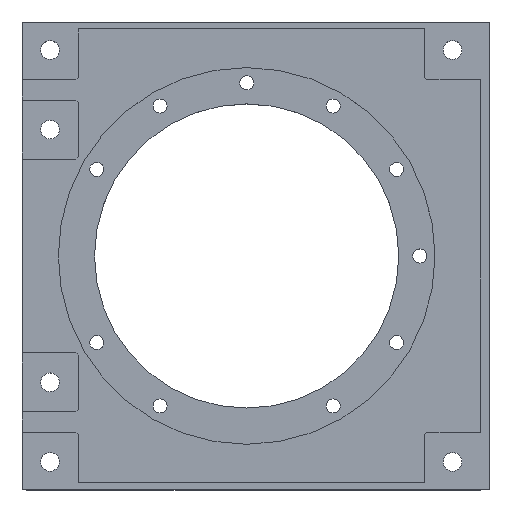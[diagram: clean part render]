
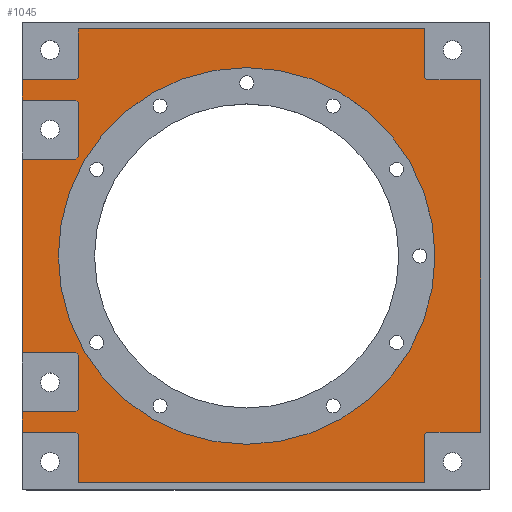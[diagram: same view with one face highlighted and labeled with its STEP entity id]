
A CAD part, top view. The second image highlights one B-rep face of the part: STEP entity #1045.
In plain terms, the highlighted planar face has unit normal (0, 0, 1).
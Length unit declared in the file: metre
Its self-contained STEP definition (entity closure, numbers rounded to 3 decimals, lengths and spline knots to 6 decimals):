
#30=CIRCLE('',#1114,0.04025);
#98=ORIENTED_EDGE('',*,*,#370,.F.);
#99=ORIENTED_EDGE('',*,*,#371,.F.);
#100=ORIENTED_EDGE('',*,*,#372,.T.);
#101=ORIENTED_EDGE('',*,*,#373,.T.);
#102=ORIENTED_EDGE('',*,*,#358,.F.);
#103=ORIENTED_EDGE('',*,*,#374,.F.);
#104=ORIENTED_EDGE('',*,*,#375,.T.);
#105=ORIENTED_EDGE('',*,*,#376,.T.);
#106=ORIENTED_EDGE('',*,*,#377,.T.);
#107=ORIENTED_EDGE('',*,*,#378,.T.);
#108=ORIENTED_EDGE('',*,*,#368,.F.);
#109=ORIENTED_EDGE('',*,*,#379,.F.);
#110=ORIENTED_EDGE('',*,*,#380,.T.);
#111=ORIENTED_EDGE('',*,*,#381,.T.);
#112=ORIENTED_EDGE('',*,*,#382,.F.);
#113=ORIENTED_EDGE('',*,*,#383,.T.);
#114=ORIENTED_EDGE('',*,*,#384,.T.);
#115=ORIENTED_EDGE('',*,*,#385,.T.);
#116=ORIENTED_EDGE('',*,*,#386,.F.);
#117=ORIENTED_EDGE('',*,*,#387,.F.);
#118=ORIENTED_EDGE('',*,*,#388,.T.);
#119=ORIENTED_EDGE('',*,*,#389,.T.);
#120=ORIENTED_EDGE('',*,*,#390,.F.);
#121=ORIENTED_EDGE('',*,*,#391,.T.);
#122=ORIENTED_EDGE('',*,*,#392,.T.);
#123=ORIENTED_EDGE('',*,*,#393,.T.);
#124=ORIENTED_EDGE('',*,*,#362,.F.);
#125=ORIENTED_EDGE('',*,*,#394,.F.);
#126=ORIENTED_EDGE('',*,*,#395,.T.);
#358=EDGE_CURVE('',#494,#495,#600,.T.);
#362=EDGE_CURVE('',#498,#499,#604,.T.);
#368=EDGE_CURVE('',#502,#503,#610,.T.);
#370=EDGE_CURVE('',#504,#504,#30,.T.);
#371=EDGE_CURVE('',#505,#506,#612,.T.);
#372=EDGE_CURVE('',#505,#507,#613,.T.);
#373=EDGE_CURVE('',#507,#495,#614,.T.);
#374=EDGE_CURVE('',#508,#494,#615,.T.);
#375=EDGE_CURVE('',#508,#509,#616,.T.);
#376=EDGE_CURVE('',#509,#510,#617,.T.);
#377=EDGE_CURVE('',#510,#511,#618,.F.);
#378=EDGE_CURVE('',#511,#503,#619,.T.);
#379=EDGE_CURVE('',#512,#502,#620,.T.);
#380=EDGE_CURVE('',#512,#513,#621,.T.);
#381=EDGE_CURVE('',#513,#514,#622,.T.);
#382=EDGE_CURVE('',#515,#514,#623,.T.);
#383=EDGE_CURVE('',#515,#516,#624,.T.);
#384=EDGE_CURVE('',#516,#517,#625,.F.);
#385=EDGE_CURVE('',#517,#518,#626,.T.);
#386=EDGE_CURVE('',#519,#518,#627,.T.);
#387=EDGE_CURVE('',#520,#519,#628,.T.);
#388=EDGE_CURVE('',#520,#521,#629,.T.);
#389=EDGE_CURVE('',#521,#522,#630,.T.);
#390=EDGE_CURVE('',#523,#522,#631,.T.);
#391=EDGE_CURVE('',#523,#524,#632,.T.);
#392=EDGE_CURVE('',#524,#525,#633,.F.);
#393=EDGE_CURVE('',#525,#499,#634,.T.);
#394=EDGE_CURVE('',#526,#498,#635,.T.);
#395=EDGE_CURVE('',#526,#506,#636,.F.);
#494=VERTEX_POINT('',#1521);
#495=VERTEX_POINT('',#1523);
#498=VERTEX_POINT('',#1529);
#499=VERTEX_POINT('',#1531);
#502=VERTEX_POINT('',#1539);
#503=VERTEX_POINT('',#1541);
#504=VERTEX_POINT('',#1545);
#505=VERTEX_POINT('',#1547);
#506=VERTEX_POINT('',#1548);
#507=VERTEX_POINT('',#1550);
#508=VERTEX_POINT('',#1553);
#509=VERTEX_POINT('',#1555);
#510=VERTEX_POINT('',#1557);
#511=VERTEX_POINT('',#1559);
#512=VERTEX_POINT('',#1562);
#513=VERTEX_POINT('',#1564);
#514=VERTEX_POINT('',#1566);
#515=VERTEX_POINT('',#1568);
#516=VERTEX_POINT('',#1570);
#517=VERTEX_POINT('',#1572);
#518=VERTEX_POINT('',#1574);
#519=VERTEX_POINT('',#1576);
#520=VERTEX_POINT('',#1578);
#521=VERTEX_POINT('',#1580);
#522=VERTEX_POINT('',#1582);
#523=VERTEX_POINT('',#1584);
#524=VERTEX_POINT('',#1586);
#525=VERTEX_POINT('',#1588);
#526=VERTEX_POINT('',#1591);
#600=LINE('',#1522,#702);
#604=LINE('',#1530,#706);
#610=LINE('',#1540,#712);
#612=LINE('',#1546,#714);
#613=LINE('',#1549,#715);
#614=LINE('',#1551,#716);
#615=LINE('',#1552,#717);
#616=LINE('',#1554,#718);
#617=LINE('',#1556,#719);
#618=LINE('',#1558,#720);
#619=LINE('',#1560,#721);
#620=LINE('',#1561,#722);
#621=LINE('',#1563,#723);
#622=LINE('',#1565,#724);
#623=LINE('',#1567,#725);
#624=LINE('',#1569,#726);
#625=LINE('',#1571,#727);
#626=LINE('',#1573,#728);
#627=LINE('',#1575,#729);
#628=LINE('',#1577,#730);
#629=LINE('',#1579,#731);
#630=LINE('',#1581,#732);
#631=LINE('',#1583,#733);
#632=LINE('',#1585,#734);
#633=LINE('',#1587,#735);
#634=LINE('',#1589,#736);
#635=LINE('',#1590,#737);
#636=LINE('',#1592,#738);
#702=VECTOR('',#1226,1.);
#706=VECTOR('',#1230,1.);
#712=VECTOR('',#1236,1.);
#714=VECTOR('',#1242,1.);
#715=VECTOR('',#1243,1.);
#716=VECTOR('',#1244,1.);
#717=VECTOR('',#1245,1.);
#718=VECTOR('',#1246,1.);
#719=VECTOR('',#1247,1.);
#720=VECTOR('',#1248,1.);
#721=VECTOR('',#1249,1.);
#722=VECTOR('',#1250,1.);
#723=VECTOR('',#1251,1.);
#724=VECTOR('',#1252,1.);
#725=VECTOR('',#1253,1.);
#726=VECTOR('',#1254,1.);
#727=VECTOR('',#1255,1.);
#728=VECTOR('',#1256,1.);
#729=VECTOR('',#1257,1.);
#730=VECTOR('',#1258,1.);
#731=VECTOR('',#1259,1.);
#732=VECTOR('',#1260,1.);
#733=VECTOR('',#1261,1.);
#734=VECTOR('',#1262,1.);
#735=VECTOR('',#1263,1.);
#736=VECTOR('',#1264,1.);
#737=VECTOR('',#1265,1.);
#738=VECTOR('',#1266,1.);
#792=EDGE_LOOP('',(#98));
#793=EDGE_LOOP('',(#99,#100,#101,#102,#103,#104,#105,#106,#107,#108,#109,
#110,#111,#112,#113,#114,#115,#116,#117,#118,#119,#120,#121,#122,#123,#124,
#125,#126));
#900=FACE_BOUND('',#792,.T.);
#901=FACE_BOUND('',#793,.T.);
#1008=PLANE('',#1113);
#1045=ADVANCED_FACE('',(#900,#901),#1008,.T.);
#1113=AXIS2_PLACEMENT_3D('',#1543,#1238,#1239);
#1114=AXIS2_PLACEMENT_3D('',#1544,#1240,#1241);
#1226=DIRECTION('',(0.,1.,0.));
#1230=DIRECTION('',(0.,1.,0.));
#1236=DIRECTION('',(0.,1.,0.));
#1238=DIRECTION('',(0.,0.,1.));
#1239=DIRECTION('',(1.,0.,0.));
#1240=DIRECTION('',(0.,0.,1.));
#1241=DIRECTION('',(1.,0.,0.));
#1242=DIRECTION('',(0.,1.,0.));
#1243=DIRECTION('',(-0.707,-0.707,0.));
#1244=DIRECTION('',(-1.,0.,0.));
#1245=DIRECTION('',(-1.,0.,0.));
#1246=DIRECTION('',(0.707,-0.707,0.));
#1247=DIRECTION('',(0.,-1.,0.));
#1248=DIRECTION('',(0.707,0.707,0.));
#1249=DIRECTION('',(-1.,0.,0.));
#1250=DIRECTION('',(-1.,0.,0.));
#1251=DIRECTION('',(0.707,-0.707,0.));
#1252=DIRECTION('',(0.,-1.,0.));
#1253=DIRECTION('',(-1.,0.,0.));
#1254=DIRECTION('',(0.,1.,0.));
#1255=DIRECTION('',(-0.707,-0.707,0.));
#1256=DIRECTION('',(1.,0.,0.));
#1257=DIRECTION('',(0.,-1.,0.));
#1258=DIRECTION('',(1.,0.,0.));
#1259=DIRECTION('',(-0.707,0.707,0.));
#1260=DIRECTION('',(0.,1.,0.));
#1261=DIRECTION('',(1.,0.,0.));
#1262=DIRECTION('',(0.,-1.,0.));
#1263=DIRECTION('',(0.707,0.707,0.));
#1264=DIRECTION('',(-1.,0.,0.));
#1265=DIRECTION('',(-1.,0.,0.));
#1266=DIRECTION('',(-0.707,0.707,0.));
#1521=CARTESIAN_POINT('',(-0.048,-0.0207,0.009));
#1522=CARTESIAN_POINT('',(-0.048,0.,0.009));
#1523=CARTESIAN_POINT('',(-0.048,0.0207,0.009));
#1529=CARTESIAN_POINT('',(-0.048,0.0333,0.009));
#1530=CARTESIAN_POINT('',(-0.048,0.,0.009));
#1531=CARTESIAN_POINT('',(-0.048,0.0377,0.009));
#1539=CARTESIAN_POINT('',(-0.048,-0.0377,0.009));
#1540=CARTESIAN_POINT('',(-0.048,0.,0.009));
#1541=CARTESIAN_POINT('',(-0.048,-0.0333,0.009));
#1543=CARTESIAN_POINT('',(0.002,0.,0.009));
#1544=CARTESIAN_POINT('',(0.,0.,0.009));
#1545=CARTESIAN_POINT('',(0.04025,0.,0.009));
#1546=CARTESIAN_POINT('',(-0.036,0.027,0.009));
#1547=CARTESIAN_POINT('',(-0.036,0.0212,0.009));
#1548=CARTESIAN_POINT('',(-0.036,0.0328,0.009));
#1549=CARTESIAN_POINT('',(-0.036,0.0212,0.009));
#1550=CARTESIAN_POINT('',(-0.0365,0.0207,0.009));
#1551=CARTESIAN_POINT('',(-0.042,0.0207,0.009));
#1552=CARTESIAN_POINT('',(-0.042,-0.0207,0.009));
#1553=CARTESIAN_POINT('',(-0.0365,-0.0207,0.009));
#1554=CARTESIAN_POINT('',(-0.0365,-0.0207,0.009));
#1555=CARTESIAN_POINT('',(-0.036,-0.0212,0.009));
#1556=CARTESIAN_POINT('',(-0.036,-0.027,0.009));
#1557=CARTESIAN_POINT('',(-0.036,-0.0328,0.009));
#1558=CARTESIAN_POINT('',(-0.036,-0.0328,0.009));
#1559=CARTESIAN_POINT('',(-0.0365,-0.0333,0.009));
#1560=CARTESIAN_POINT('',(-0.042,-0.0333,0.009));
#1561=CARTESIAN_POINT('',(-0.042,-0.0377,0.009));
#1562=CARTESIAN_POINT('',(-0.0365,-0.0377,0.009));
#1563=CARTESIAN_POINT('',(-0.0365,-0.0377,0.009));
#1564=CARTESIAN_POINT('',(-0.036,-0.0382,0.009));
#1565=CARTESIAN_POINT('',(-0.036,-0.0431,0.009));
#1566=CARTESIAN_POINT('',(-0.036,-0.0485,0.009));
#1567=CARTESIAN_POINT('',(0.001,-0.0485,0.009));
#1568=CARTESIAN_POINT('',(0.038,-0.0485,0.009));
#1569=CARTESIAN_POINT('',(0.038,-0.0431,0.009));
#1570=CARTESIAN_POINT('',(0.038,-0.0382,0.009));
#1571=CARTESIAN_POINT('',(0.038,-0.0382,0.009));
#1572=CARTESIAN_POINT('',(0.0385,-0.0377,0.009));
#1573=CARTESIAN_POINT('',(0.044,-0.0377,0.009));
#1574=CARTESIAN_POINT('',(0.05,-0.0377,0.009));
#1575=CARTESIAN_POINT('',(0.05,0.,0.009));
#1576=CARTESIAN_POINT('',(0.05,0.0377,0.009));
#1577=CARTESIAN_POINT('',(0.044,0.0377,0.009));
#1578=CARTESIAN_POINT('',(0.0385,0.0377,0.009));
#1579=CARTESIAN_POINT('',(0.0385,0.0377,0.009));
#1580=CARTESIAN_POINT('',(0.038,0.0382,0.009));
#1581=CARTESIAN_POINT('',(0.038,0.0431,0.009));
#1582=CARTESIAN_POINT('',(0.038,0.0485,0.009));
#1583=CARTESIAN_POINT('',(0.001,0.0485,0.009));
#1584=CARTESIAN_POINT('',(-0.036,0.0485,0.009));
#1585=CARTESIAN_POINT('',(-0.036,0.0431,0.009));
#1586=CARTESIAN_POINT('',(-0.036,0.0382,0.009));
#1587=CARTESIAN_POINT('',(-0.036,0.0382,0.009));
#1588=CARTESIAN_POINT('',(-0.0365,0.0377,0.009));
#1589=CARTESIAN_POINT('',(-0.042,0.0377,0.009));
#1590=CARTESIAN_POINT('',(-0.042,0.0333,0.009));
#1591=CARTESIAN_POINT('',(-0.0365,0.0333,0.009));
#1592=CARTESIAN_POINT('',(-0.0365,0.0333,0.009));
